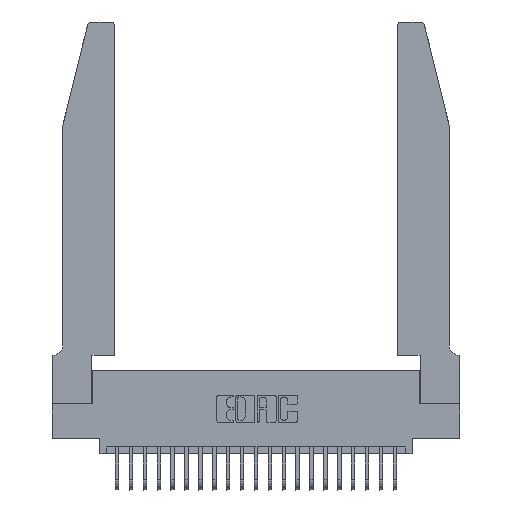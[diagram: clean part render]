
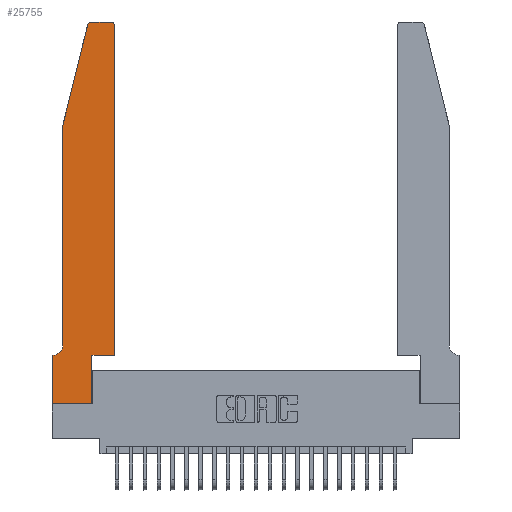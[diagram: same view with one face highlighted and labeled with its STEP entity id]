
A CAD part, top view. The second image highlights one B-rep face of the part: STEP entity #25755.
In plain terms, the highlighted planar face has unit normal (0, 0, 1).
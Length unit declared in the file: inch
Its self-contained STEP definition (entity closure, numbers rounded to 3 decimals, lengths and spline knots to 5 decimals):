
#258 = DIRECTION ( 'NONE',  ( 0., 1., 0. ) ) ;
#322 = DIRECTION ( 'NONE',  ( 1., 0., 0. ) ) ;
#439 = CARTESIAN_POINT ( 'NONE',  ( 0.0055, 0.42, 0.37 ) ) ;
#505 = CIRCLE ( 'NONE', #2554, 0.03 ) ;
#619 = ORIENTED_EDGE ( 'NONE', *, *, #5053, .T. ) ;
#725 = CARTESIAN_POINT ( 'NONE',  ( 0.284, 2.75, 0.37 ) ) ;
#968 = EDGE_CURVE ( 'NONE', #13853, #22841, #23076, .T. ) ;
#1323 = DIRECTION ( 'NONE',  ( 1., 0., 0. ) ) ;
#1828 = ORIENTED_EDGE ( 'NONE', *, *, #5785, .T. ) ;
#1937 = ORIENTED_EDGE ( 'NONE', *, *, #15879, .T. ) ;
#2036 = CARTESIAN_POINT ( 'NONE',  ( 0.4505, 2.72, 0.37 ) ) ;
#2132 = VERTEX_POINT ( 'NONE', #8456 ) ;
#2484 = EDGE_LOOP ( 'NONE', ( #1937, #9075, #3374, #20342, #619, #16874, #9190, #5278, #11056, #1828, #9806, #8308 ) ) ;
#2554 = AXIS2_PLACEMENT_3D ( 'NONE', #24989, #7116, #1323 ) ;
#2931 = VERTEX_POINT ( 'NONE', #22169 ) ;
#3109 = LINE ( 'NONE', #15311, #12203 ) ;
#3124 = CARTESIAN_POINT ( 'NONE',  ( 0.2865, 0.35, 0.37 ) ) ;
#3200 = EDGE_CURVE ( 'NONE', #22093, #2132, #505, .T. ) ;
#3374 = ORIENTED_EDGE ( 'NONE', *, *, #17197, .T. ) ;
#3953 = VERTEX_POINT ( 'NONE', #725 ) ;
#4439 = CARTESIAN_POINT ( 'NONE',  ( 0.0755, 0.42, 0.37 ) ) ;
#4480 = LINE ( 'NONE', #22412, #16332 ) ;
#4863 = VECTOR ( 'NONE', #9676, 39.37008 ) ;
#5053 = EDGE_CURVE ( 'NONE', #20269, #13853, #24730, .T. ) ;
#5278 = ORIENTED_EDGE ( 'NONE', *, *, #20204, .T. ) ;
#5436 = FACE_OUTER_BOUND ( 'NONE', #2484, .T. ) ;
#5785 = EDGE_CURVE ( 'NONE', #14909, #11851, #3109, .T. ) ;
#6734 = LINE ( 'NONE', #14368, #24239 ) ;
#7022 = EDGE_CURVE ( 'NONE', #23790, #20269, #19314, .T. ) ;
#7058 = EDGE_CURVE ( 'NONE', #22841, #14351, #23370, .T. ) ;
#7116 = DIRECTION ( 'NONE',  ( 0., 0., 1. ) ) ;
#8308 = ORIENTED_EDGE ( 'NONE', *, *, #3200, .T. ) ;
#8456 = CARTESIAN_POINT ( 'NONE',  ( 0.4205, 2.75, 0.37 ) ) ;
#8829 = CARTESIAN_POINT ( 'NONE',  ( 0.0755, 2., 0.37 ) ) ;
#8902 = LINE ( 'NONE', #22437, #24176 ) ;
#9075 = ORIENTED_EDGE ( 'NONE', *, *, #17108, .T. ) ;
#9190 = ORIENTED_EDGE ( 'NONE', *, *, #7058, .T. ) ;
#9496 = DIRECTION ( 'NONE',  ( 1., 0., 0. ) ) ;
#9676 = DIRECTION ( 'NONE',  ( 0., 1., 0. ) ) ;
#9806 = ORIENTED_EDGE ( 'NONE', *, *, #25174, .T. ) ;
#11056 = ORIENTED_EDGE ( 'NONE', *, *, #15260, .T. ) ;
#11297 = DIRECTION ( 'NONE',  ( 1., 0., 0. ) ) ;
#11643 = CARTESIAN_POINT ( 'NONE',  ( 0.4505, 0.35, 0.37 ) ) ;
#11851 = VERTEX_POINT ( 'NONE', #11643 ) ;
#11978 = DIRECTION ( 'NONE',  ( 1., 0., 0. ) ) ;
#12147 = DIRECTION ( 'NONE',  ( -0.239, -0.971, 0. ) ) ;
#12203 = VECTOR ( 'NONE', #9496, 39.37008 ) ;
#12480 = VECTOR ( 'NONE', #22390, 39.37008 ) ;
#13431 = CIRCLE ( 'NONE', #20993, 0.03 ) ;
#13853 = VERTEX_POINT ( 'NONE', #17589 ) ;
#14351 = VERTEX_POINT ( 'NONE', #15565 ) ;
#14368 = CARTESIAN_POINT ( 'NONE',  ( 0., 0., 0.37 ) ) ;
#14393 = DIRECTION ( 'NONE',  ( 0., 0., -1. ) ) ;
#14483 = DIRECTION ( 'NONE',  ( -1., 0., 0. ) ) ;
#14909 = VERTEX_POINT ( 'NONE', #3124 ) ;
#15260 = EDGE_CURVE ( 'NONE', #2931, #14909, #8902, .T. ) ;
#15311 = CARTESIAN_POINT ( 'NONE',  ( 0.4505, 0.35, 0.37 ) ) ;
#15343 = CARTESIAN_POINT ( 'NONE',  ( 0.0755, 0.35, 0.37 ) ) ;
#15565 = CARTESIAN_POINT ( 'NONE',  ( 0., 0., 0.37 ) ) ;
#15732 = DIRECTION ( 'NONE',  ( 0., -1., 0. ) ) ;
#15817 = CARTESIAN_POINT ( 'NONE',  ( 0.0755, 2., 0.37 ) ) ;
#15843 = CARTESIAN_POINT ( 'NONE',  ( 0.4505, 0.35, 0.37 ) ) ;
#15879 = EDGE_CURVE ( 'NONE', #2132, #3953, #4480, .T. ) ;
#16172 = CARTESIAN_POINT ( 'NONE',  ( 0.0755, 2., 0.37 ) ) ;
#16332 = VECTOR ( 'NONE', #16374, 39.37008 ) ;
#16374 = DIRECTION ( 'NONE',  ( -1., 0., 0. ) ) ;
#16874 = ORIENTED_EDGE ( 'NONE', *, *, #968, .T. ) ;
#17108 = EDGE_CURVE ( 'NONE', #3953, #24160, #13431, .T. ) ;
#17197 = EDGE_CURVE ( 'NONE', #24160, #23790, #20942, .T. ) ;
#17540 = CARTESIAN_POINT ( 'NONE',  ( 0., 0.35, 0.37 ) ) ;
#17589 = CARTESIAN_POINT ( 'NONE',  ( 0.0055, 0.35, 0.37 ) ) ;
#18010 = DIRECTION ( 'NONE',  ( 0., 0., 1. ) ) ;
#19314 = LINE ( 'NONE', #15817, #22760 ) ;
#19318 = AXIS2_PLACEMENT_3D ( 'NONE', #439, #14393, #14483 ) ;
#19519 = CARTESIAN_POINT ( 'NONE',  ( 0.25487, 2.72718, 0.37 ) ) ;
#20204 = EDGE_CURVE ( 'NONE', #14351, #2931, #6734, .T. ) ;
#20269 = VERTEX_POINT ( 'NONE', #4439 ) ;
#20342 = ORIENTED_EDGE ( 'NONE', *, *, #7022, .T. ) ;
#20942 = LINE ( 'NONE', #16172, #23737 ) ;
#20993 = AXIS2_PLACEMENT_3D ( 'NONE', #23926, #18010, #11978 ) ;
#21229 = DIRECTION ( 'NONE',  ( 0., 0., 1. ) ) ;
#21571 = PLANE ( 'NONE',  #23844 ) ;
#21578 = CARTESIAN_POINT ( 'NONE',  ( 0., 0., 0.37 ) ) ;
#22093 = VERTEX_POINT ( 'NONE', #2036 ) ;
#22169 = CARTESIAN_POINT ( 'NONE',  ( 0.2865, 0., 0.37 ) ) ;
#22390 = DIRECTION ( 'NONE',  ( -1., 0., 0. ) ) ;
#22412 = CARTESIAN_POINT ( 'NONE',  ( 0.2605, 2.75, 0.37 ) ) ;
#22437 = CARTESIAN_POINT ( 'NONE',  ( 0.2865, 0.35, 0.37 ) ) ;
#22760 = VECTOR ( 'NONE', #23664, 39.37008 ) ;
#22827 = CARTESIAN_POINT ( 'NONE',  ( 0., 0.35, 0.37 ) ) ;
#22841 = VERTEX_POINT ( 'NONE', #22827 ) ;
#23076 = LINE ( 'NONE', #15343, #12480 ) ;
#23370 = LINE ( 'NONE', #21578, #24927 ) ;
#23592 = LINE ( 'NONE', #15843, #4863 ) ;
#23664 = DIRECTION ( 'NONE',  ( 0., -1., 0. ) ) ;
#23737 = VECTOR ( 'NONE', #12147, 39.37008 ) ;
#23790 = VERTEX_POINT ( 'NONE', #8829 ) ;
#23844 = AXIS2_PLACEMENT_3D ( 'NONE', #17540, #21229, #11297 ) ;
#23926 = CARTESIAN_POINT ( 'NONE',  ( 0.284, 2.72, 0.37 ) ) ;
#24160 = VERTEX_POINT ( 'NONE', #19519 ) ;
#24176 = VECTOR ( 'NONE', #258, 39.37008 ) ;
#24239 = VECTOR ( 'NONE', #322, 39.37008 ) ;
#24730 = CIRCLE ( 'NONE', #19318, 0.07 ) ;
#24927 = VECTOR ( 'NONE', #15732, 39.37008 ) ;
#24989 = CARTESIAN_POINT ( 'NONE',  ( 0.4205, 2.72, 0.37 ) ) ;
#25174 = EDGE_CURVE ( 'NONE', #11851, #22093, #23592, .T. ) ;
#25755 = ADVANCED_FACE ( 'NONE', ( #5436 ), #21571, .T. ) ;
